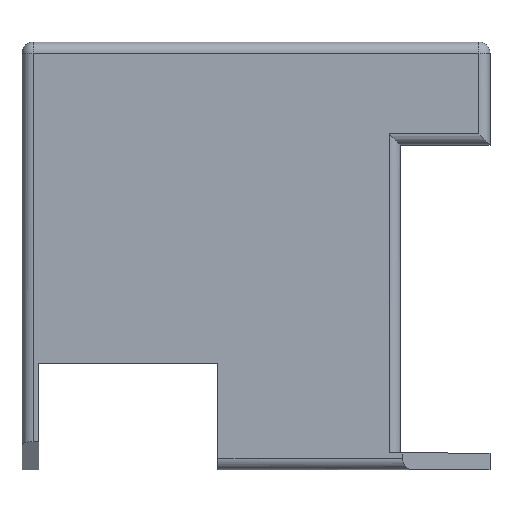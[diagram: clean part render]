
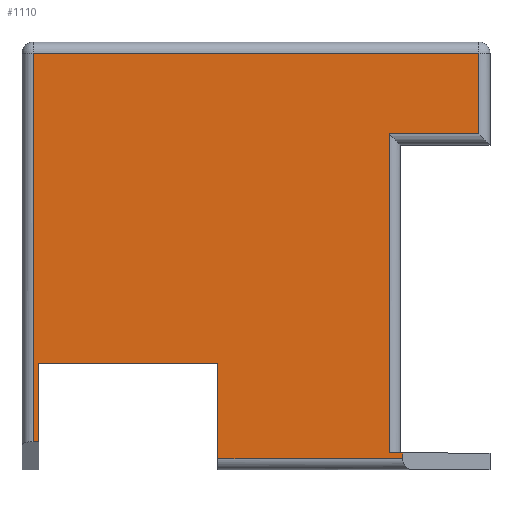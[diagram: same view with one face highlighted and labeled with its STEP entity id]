
A CAD part, top view. The second image highlights one B-rep face of the part: STEP entity #1110.
In plain terms, the highlighted planar face has unit normal (0, 0, 1).
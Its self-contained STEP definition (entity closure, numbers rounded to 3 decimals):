
#33=PLANE('',#1241);
#78=LINE('',#1728,#205);
#87=LINE('',#1759,#214);
#91=LINE('',#1775,#218);
#94=LINE('',#1781,#221);
#95=LINE('',#1785,#222);
#97=LINE('',#1791,#224);
#118=LINE('',#1841,#245);
#120=LINE('',#1847,#247);
#128=LINE('',#1864,#255);
#129=LINE('',#1865,#256);
#130=LINE('',#1867,#257);
#131=LINE('',#1868,#258);
#205=VECTOR('',#1339,10.);
#214=VECTOR('',#1368,10.);
#218=VECTOR('',#1386,10.);
#221=VECTOR('',#1391,10.);
#222=VECTOR('',#1396,10.);
#224=VECTOR('',#1402,10.);
#245=VECTOR('',#1443,10.);
#247=VECTOR('',#1449,10.);
#255=VECTOR('',#1461,10.);
#256=VECTOR('',#1462,10.);
#257=VECTOR('',#1463,10.);
#258=VECTOR('',#1464,10.);
#361=FACE_OUTER_BOUND('',#423,.T.);
#423=EDGE_LOOP('',(#888,#889,#890,#891,#892,#893,#894,#895,#896,#897,#898,
#899));
#517=VERTEX_POINT('',#1725);
#518=VERTEX_POINT('',#1727);
#525=VERTEX_POINT('',#1744);
#530=VERTEX_POINT('',#1757);
#532=VERTEX_POINT('',#1763);
#537=VERTEX_POINT('',#1780);
#538=VERTEX_POINT('',#1784);
#540=VERTEX_POINT('',#1790);
#558=VERTEX_POINT('',#1838);
#559=VERTEX_POINT('',#1840);
#561=VERTEX_POINT('',#1846);
#569=VERTEX_POINT('',#1866);
#625=EDGE_CURVE('',#518,#517,#78,.T.);
#640=EDGE_CURVE('',#530,#525,#87,.T.);
#648=EDGE_CURVE('',#525,#532,#91,.T.);
#651=EDGE_CURVE('',#532,#537,#94,.T.);
#653=EDGE_CURVE('',#537,#538,#95,.T.);
#656=EDGE_CURVE('',#538,#540,#97,.T.);
#681=EDGE_CURVE('',#558,#559,#118,.T.);
#684=EDGE_CURVE('',#561,#559,#120,.T.);
#693=EDGE_CURVE('',#530,#518,#128,.T.);
#694=EDGE_CURVE('',#517,#561,#129,.T.);
#695=EDGE_CURVE('',#558,#569,#130,.T.);
#696=EDGE_CURVE('',#569,#540,#131,.T.);
#888=ORIENTED_EDGE('',*,*,#640,.F.);
#889=ORIENTED_EDGE('',*,*,#693,.T.);
#890=ORIENTED_EDGE('',*,*,#625,.T.);
#891=ORIENTED_EDGE('',*,*,#694,.T.);
#892=ORIENTED_EDGE('',*,*,#684,.T.);
#893=ORIENTED_EDGE('',*,*,#681,.F.);
#894=ORIENTED_EDGE('',*,*,#695,.T.);
#895=ORIENTED_EDGE('',*,*,#696,.T.);
#896=ORIENTED_EDGE('',*,*,#656,.F.);
#897=ORIENTED_EDGE('',*,*,#653,.F.);
#898=ORIENTED_EDGE('',*,*,#651,.F.);
#899=ORIENTED_EDGE('',*,*,#648,.F.);
#1110=ADVANCED_FACE('',(#361),#33,.T.);
#1241=AXIS2_PLACEMENT_3D('',#1863,#1459,#1460);
#1339=DIRECTION('',(0.,1.,0.));
#1368=DIRECTION('',(0.,1.,0.));
#1386=DIRECTION('',(1.,0.,0.));
#1391=DIRECTION('',(0.,-1.,0.));
#1396=DIRECTION('',(-1.,0.,0.));
#1402=DIRECTION('',(0.,-1.,0.));
#1443=DIRECTION('',(-1.,0.,0.));
#1449=DIRECTION('',(0.,-1.,0.));
#1459=DIRECTION('center_axis',(0.,0.,1.));
#1460=DIRECTION('ref_axis',(1.,0.,0.));
#1461=DIRECTION('',(1.,0.,0.));
#1462=DIRECTION('',(1.,0.,0.));
#1463=DIRECTION('',(0.,1.,0.));
#1464=DIRECTION('',(-1.,0.,0.));
#1725=CARTESIAN_POINT('',(14.038,-20.473,8.214));
#1727=CARTESIAN_POINT('',(14.038,-27.475,8.214));
#1728=CARTESIAN_POINT('',(14.038,-20.423,8.214));
#1744=CARTESIAN_POINT('',(13.538,7.227,8.214));
#1757=CARTESIAN_POINT('',(13.538,-27.475,8.214));
#1759=CARTESIAN_POINT('',(13.538,-1.323,8.214));
#1763=CARTESIAN_POINT('',(53.338,7.227,8.214));
#1775=CARTESIAN_POINT('',(43.888,7.227,8.214));
#1780=CARTESIAN_POINT('',(53.338,0.027,8.214));
#1781=CARTESIAN_POINT('',(53.338,-20.423,8.214));
#1784=CARTESIAN_POINT('',(45.338,0.027,8.214));
#1785=CARTESIAN_POINT('',(39.888,0.027,8.214));
#1790=CARTESIAN_POINT('',(45.338,-28.473,8.214));
#1791=CARTESIAN_POINT('',(45.338,-19.673,8.214));
#1838=CARTESIAN_POINT('',(46.538,-28.973,8.214));
#1840=CARTESIAN_POINT('',(30.038,-28.973,8.214));
#1841=CARTESIAN_POINT('',(22.988,-28.973,8.214));
#1846=CARTESIAN_POINT('',(30.038,-20.473,8.214));
#1847=CARTESIAN_POINT('',(30.038,-15.673,8.214));
#1863=CARTESIAN_POINT('Origin',(33.438,-10.873,8.214));
#1864=CARTESIAN_POINT('',(22.988,-27.475,8.214));
#1865=CARTESIAN_POINT('',(23.738,-20.473,8.214));
#1866=CARTESIAN_POINT('',(46.538,-28.473,8.214));
#1867=CARTESIAN_POINT('',(46.538,-20.423,8.214));
#1868=CARTESIAN_POINT('',(43.888,-28.473,8.214));
